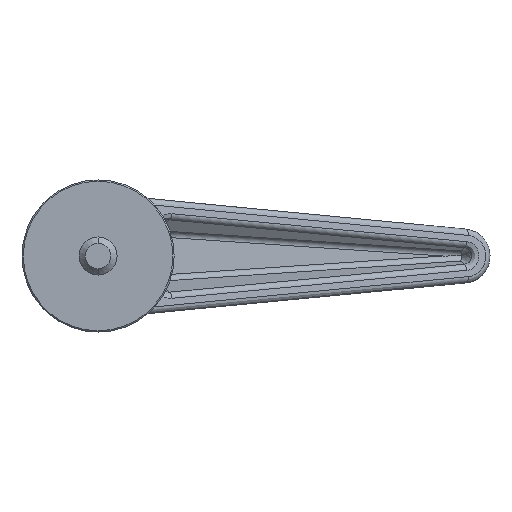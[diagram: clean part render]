
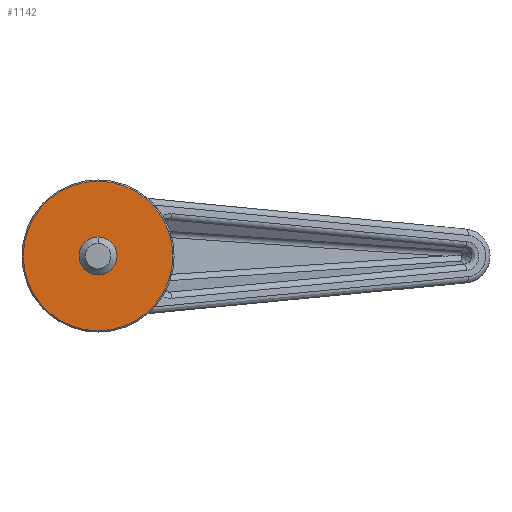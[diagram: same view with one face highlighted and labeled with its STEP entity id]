
A CAD part, front view. The second image highlights one B-rep face of the part: STEP entity #1142.
In plain terms, the highlighted planar face has unit normal (0, -1, 0).
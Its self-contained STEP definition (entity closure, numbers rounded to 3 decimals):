
#646=EDGE_CURVE('',#958,#828,#1472,.T.);
#774=EDGE_CURVE('',#828,#958,#1616,.T.);
#828=VERTEX_POINT('',#1677);
#956=VERTEX_POINT('',#1817);
#958=VERTEX_POINT('',#1819);
#1070=EDGE_CURVE('',#956,#1096,#1942,.T.);
#1096=VERTEX_POINT('',#1970);
#1142=ADVANCED_FACE('',(#2021,#2022),#2023,.F.);
#1158=EDGE_CURVE('',#1096,#956,#2041,.T.);
#1472=CIRCLE('',#3535,3.0);
#1616=CIRCLE('',#4782,3.0);
#1677=CARTESIAN_POINT('',(0.,0.0,-3.0));
#1817=CARTESIAN_POINT('',(0.,0.0,-11.8));
#1819=CARTESIAN_POINT('',(0.0,0.0,3.0));
#1942=CIRCLE('',#6458,11.8);
#1970=CARTESIAN_POINT('',(0.0,0.0,11.8));
#2021=FACE_OUTER_BOUND('',#7010,.T.);
#2022=FACE_BOUND('',#7011,.T.);
#2023=PLANE('',#7012);
#2041=CIRCLE('',#7172,11.8);
#3535=AXIS2_PLACEMENT_3D('',#7664,#7665,#7666);
#4782=AXIS2_PLACEMENT_3D('',#7807,#7808,#7809);
#6458=AXIS2_PLACEMENT_3D('',#8148,#8149,#8150);
#7010=EDGE_LOOP('',(#8235,#8236));
#7011=EDGE_LOOP('',(#8237,#8238));
#7012=AXIS2_PLACEMENT_3D('',#8239,#8240,#8241);
#7172=AXIS2_PLACEMENT_3D('',#8258,#8259,#8260);
#7664=CARTESIAN_POINT('',(0.0,0.0,0.0));
#7665=DIRECTION('',(0.0,-1.0,0.0));
#7666=DIRECTION('',(0.0,0.0,1.0));
#7807=CARTESIAN_POINT('',(0.0,0.0,0.0));
#7808=DIRECTION('',(0.0,-1.0,0.0));
#7809=DIRECTION('',(0.0,0.0,1.0));
#8148=CARTESIAN_POINT('',(0.0,0.0,0.0));
#8149=DIRECTION('',(0.0,-1.0,0.0));
#8150=DIRECTION('',(0.0,0.0,-1.0));
#8235=ORIENTED_EDGE('',*,*,#1158,.T.);
#8236=ORIENTED_EDGE('',*,*,#1070,.T.);
#8237=ORIENTED_EDGE('',*,*,#646,.F.);
#8238=ORIENTED_EDGE('',*,*,#774,.F.);
#8239=CARTESIAN_POINT('',(-3.7,0.0,0.0));
#8240=DIRECTION('',(0.0,1.0,0.0));
#8241=DIRECTION('',(1.0,0.0,-0.0));
#8258=CARTESIAN_POINT('',(0.0,0.0,0.0));
#8259=DIRECTION('',(0.0,-1.0,0.0));
#8260=DIRECTION('',(0.0,0.0,-1.0));
